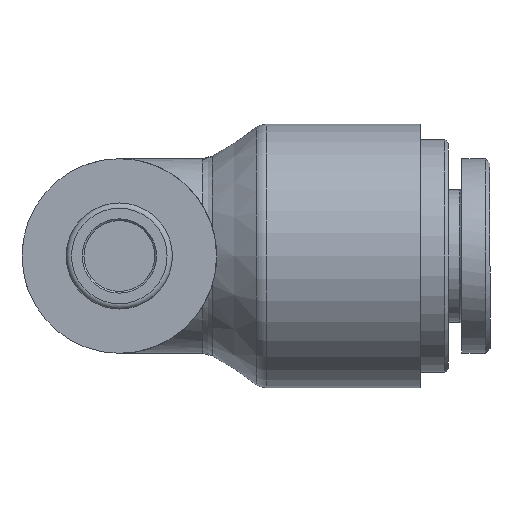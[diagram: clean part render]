
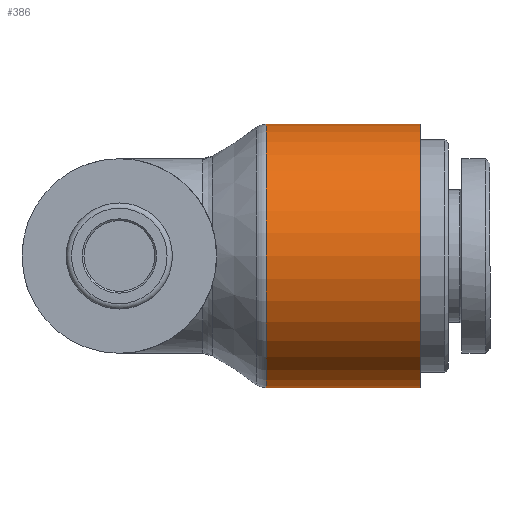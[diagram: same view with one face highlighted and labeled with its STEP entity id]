
A CAD part, front view. The second image highlights one B-rep face of the part: STEP entity #386.
In plain terms, the highlighted cylindrical face has radius 7.45 mm (diameter 14.9 mm), a full revolution.
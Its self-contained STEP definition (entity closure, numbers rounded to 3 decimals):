
#320=CARTESIAN_POINT('',(8.296,7.45,0.));
#321=VERTEX_POINT('',#320);
#322=CARTESIAN_POINT('',(8.296,0.,0.0));
#323=DIRECTION('',(-1.0,0.0,0.0));
#324=DIRECTION('',(0.0,-1.0,0.0));
#325=AXIS2_PLACEMENT_3D('',#322,#323,#324);
#326=CIRCLE('',#325,7.45);
#327=EDGE_CURVE('',#321,#321,#326,.T.);
#367=CARTESIAN_POINT('',(12.5,0.,0.0));
#368=DIRECTION('',(1.0,0.,0.0));
#369=DIRECTION('',(0.0,1.0,0.0));
#370=AXIS2_PLACEMENT_3D('',#367,#368,#369);
#371=CYLINDRICAL_SURFACE('',#370,7.45);
#372=CARTESIAN_POINT('',(17.0,7.45,0.0));
#373=VERTEX_POINT('',#372);
#374=CARTESIAN_POINT('',(17.,0.,0.0));
#375=DIRECTION('',(1.0,0.0,0.0));
#376=DIRECTION('',(0.0,1.0,0.0));
#377=AXIS2_PLACEMENT_3D('',#374,#375,#376);
#378=CIRCLE('',#377,7.45);
#379=EDGE_CURVE('',#373,#373,#378,.T.);
#380=ORIENTED_EDGE('',*,*,#379,.F.);
#381=EDGE_LOOP('',(#380));
#382=FACE_OUTER_BOUND('',#381,.T.);
#383=ORIENTED_EDGE('',*,*,#327,.F.);
#384=EDGE_LOOP('',(#383));
#385=FACE_BOUND('',#384,.T.);
#386=ADVANCED_FACE('',(#382,#385),#371,.T.);
